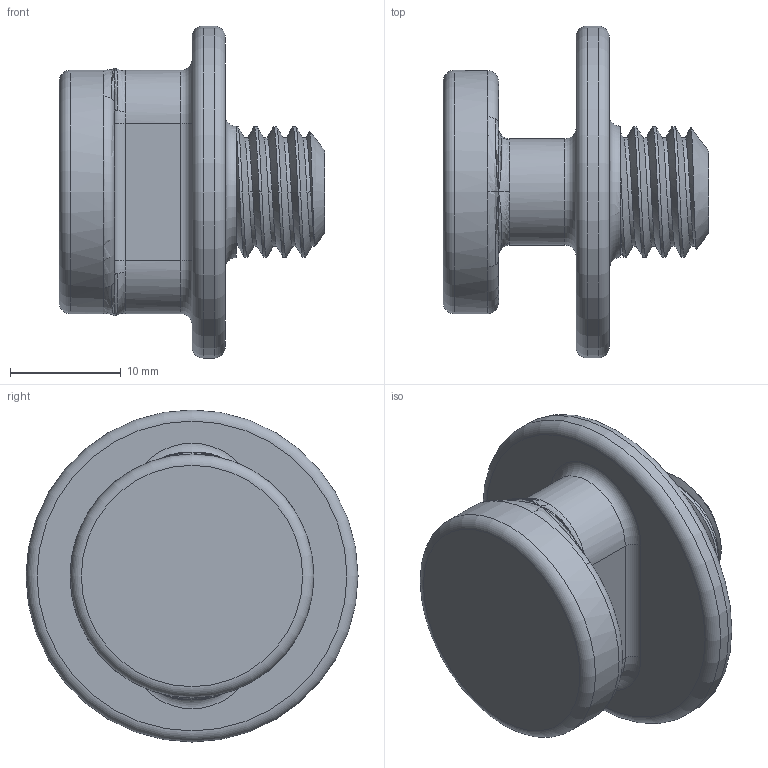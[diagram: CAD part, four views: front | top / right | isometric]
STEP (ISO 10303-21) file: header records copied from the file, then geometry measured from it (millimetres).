
FILE_DESCRIPTION(/* description */ ('','CAx-IF Rec.Pracs.---Representation and Presentation of Product Manufacturing Information (PMI)---4.0---2014-10-13'),/* implementation_level */ '2;1');
FILE_NAME(/* name */ 'Hook.step',/* time_stamp */ '2024-12-16T17:43:59+09:00',/* author */ (''),/* organization */ (''),/* preprocessor_version */ 'ST-DEVELOPER v20',/* originating_system */ 'Autodesk Translation Framework v13.20.0.188',/* authorisation */ '');
FILE_SCHEMA (('AP242_MANAGED_MODEL_BASED_3D_ENGINEERING_MIM_LF { 1 0 10303 442 1 1 4 }'));
Length unit declared in the file: millimetre
Products named in the file (1): Hook
Bounding box: 24 x 30 x 30 mm (x, y, z)
Volume: 6136.1 mm3; surface area: 3039.8 mm2
Topology: 1 solids, 1 shells, 58 faces, 142 edges, 88 vertices
Faces by surface type: bspline 18, cylinder 18, torus 12, plane 9, cone 1
Full cylindrical faces by diameter (mm): 9.836 x3, 11.834 x3, 22 x1, 30 x1
Entity records: 5841 total; most frequent: CARTESIAN_POINT 4554, ORIENTED_EDGE 284, DIRECTION 231, EDGE_CURVE 142, AXIS2_PLACEMENT_3D 104, VERTEX_POINT 88, CIRCLE 63, EDGE_LOOP 60
